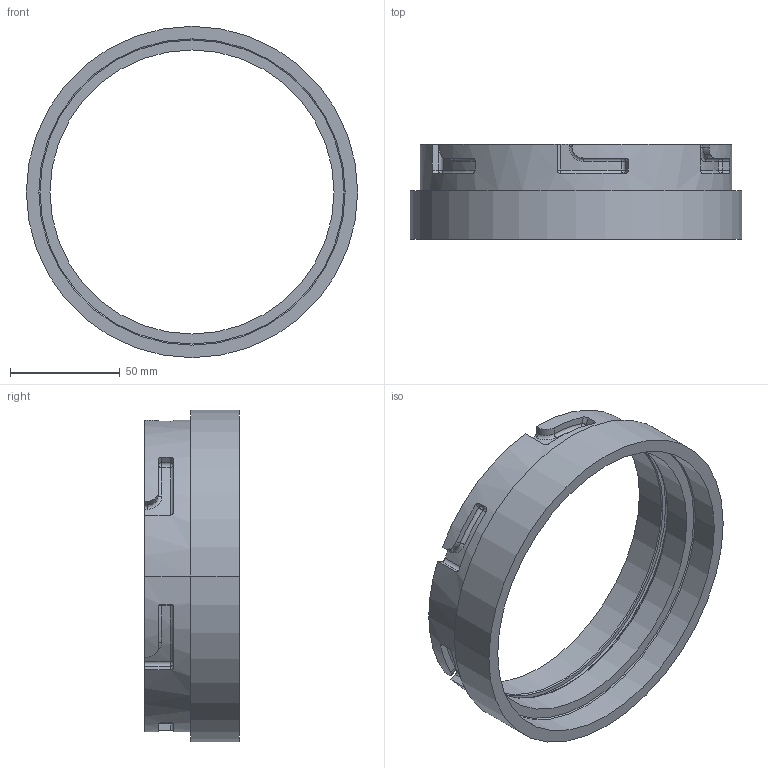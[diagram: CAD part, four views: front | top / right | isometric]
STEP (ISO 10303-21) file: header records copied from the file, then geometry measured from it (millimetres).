
FILE_DESCRIPTION (( 'STEP AP214' ), '1' );
FILE_NAME ('twist_coupling_V4_skirt.STEP', '2019-11-11T02:46:11', ( '' ), ( '' ), 'SwSTEP 2.0', 'SolidWorks 2019', '' );
FILE_SCHEMA (( 'AUTOMOTIVE_DESIGN' ));
Length unit declared in the file: inch
Products named in the file (1): twist_coupling_V4_skirt
Bounding box: 151.13 x 43.18 x 151.13 mm (x, y, z)
Volume: 123697.2 mm3; surface area: 51179 mm2
Topology: 1 solids, 1 shells, 145 faces, 359 edges, 202 vertices
Faces by surface type: cylinder 63, plane 36, torus 22, sphere 18, bspline 6
Entity records: 5105 total; most frequent: CARTESIAN_POINT 1703, DIRECTION 761, ORIENTED_EDGE 682, EDGE_CURVE 341, AXIS2_PLACEMENT_3D 316, VERTEX_POINT 202, CIRCLE 176, EDGE_LOOP 151
